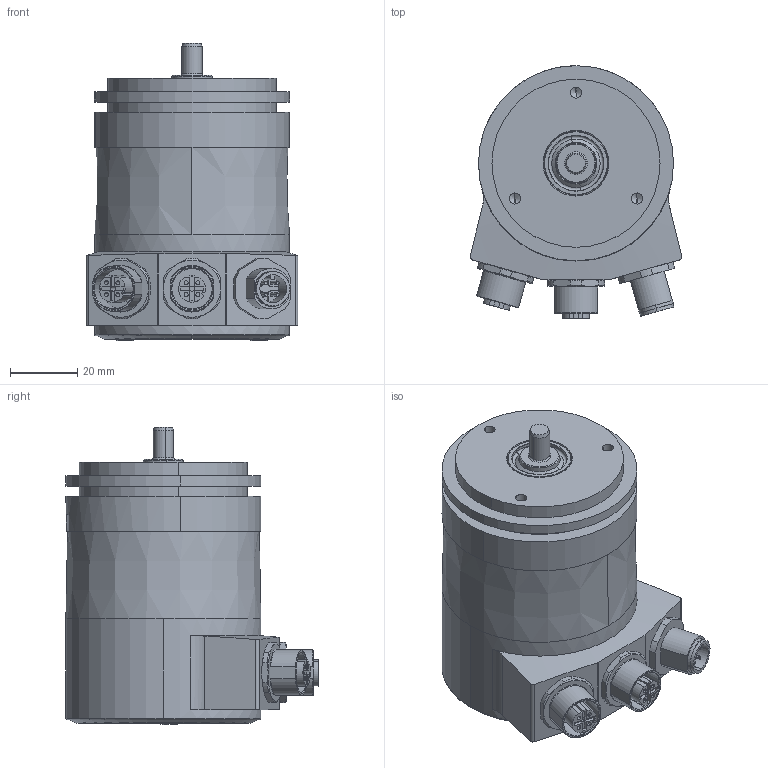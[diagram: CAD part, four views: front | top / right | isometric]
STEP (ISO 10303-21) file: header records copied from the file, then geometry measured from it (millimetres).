
FILE_DESCRIPTION((''),'2;1');
FILE_NAME('812420','2011-11-29T',('se2930'),(''),'PRO/ENGINEER BY PARAMETRIC TECHNOLOGY CORPORATION, 2010180','PRO/ENGINEER BY PARAMETRIC TECHNOLOGY CORPORATION, 2010180','');
FILE_SCHEMA(('CONFIG_CONTROL_DESIGN','SHAPE_APPEARANCE_LAYERS_GROUPS'));
Length unit declared in the file: millimetre
Products named in the file (1): 812420
Bounding box: 62.91 x 75 x 88.5 mm (x, y, z)
Volume: 89040.3 mm3; surface area: 54595.7 mm2
Topology: 2 solids, 2 shells, 939 faces, 2440 edges, 1576 vertices
Faces by surface type: plane 364, cylinder 350, cone 171, torus 50, sphere 4
Entity records: 34685 total; most frequent: CARTESIAN_POINT 6406, DIRECTION 5078, ORIENTED_EDGE 4832, EDGE_CURVE 2416, AXIS2_PLACEMENT_3D 1988, VERTEX_POINT 1576, VECTOR 1102, LINE 1102
